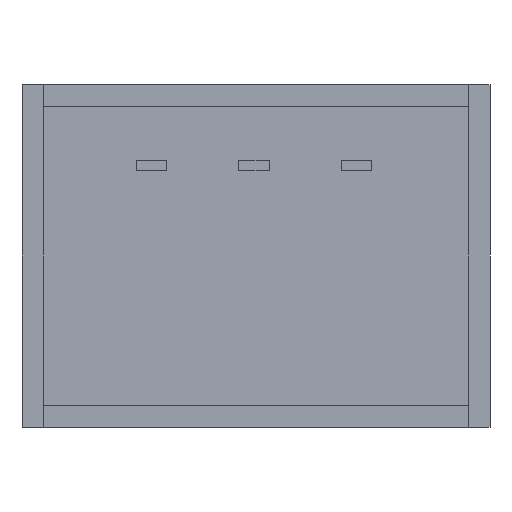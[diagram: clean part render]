
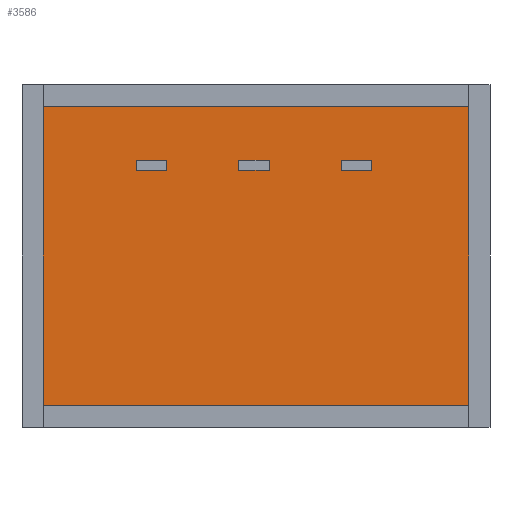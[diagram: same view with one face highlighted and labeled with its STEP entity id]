
A CAD part, front view. The second image highlights one B-rep face of the part: STEP entity #3586.
In plain terms, the highlighted planar face has unit normal (0, -1, 0).
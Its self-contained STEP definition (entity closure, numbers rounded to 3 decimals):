
#3454 = EDGE_CURVE('',#3455,#3457,#3459,.T.);
#3455 = VERTEX_POINT('',#3456);
#3456 = CARTESIAN_POINT('',(-5.275,0.,-3.7));
#3457 = VERTEX_POINT('',#3458);
#3458 = CARTESIAN_POINT('',(-5.275,0.,3.7));
#3459 = LINE('',#3460,#3461);
#3460 = CARTESIAN_POINT('',(-5.275,0.,1.85));
#3461 = VECTOR('',#3462,1.);
#3462 = DIRECTION('',(0.,0.,1.));
#3494 = EDGE_CURVE('',#3457,#3495,#3497,.T.);
#3495 = VERTEX_POINT('',#3496);
#3496 = CARTESIAN_POINT('',(5.275,0.,3.7));
#3497 = LINE('',#3498,#3499);
#3498 = CARTESIAN_POINT('',(2.638,0.,3.7));
#3499 = VECTOR('',#3500,1.);
#3500 = DIRECTION('',(1.,0.,0.));
#3525 = EDGE_CURVE('',#3495,#3526,#3528,.T.);
#3526 = VERTEX_POINT('',#3527);
#3527 = CARTESIAN_POINT('',(5.275,0.,-3.7));
#3528 = LINE('',#3529,#3530);
#3529 = CARTESIAN_POINT('',(5.275,0.,-1.85));
#3530 = VECTOR('',#3531,1.);
#3531 = DIRECTION('',(0.,0.,-1.));
#3556 = EDGE_CURVE('',#3526,#3455,#3557,.T.);
#3557 = LINE('',#3558,#3559);
#3558 = CARTESIAN_POINT('',(-2.638,0.,-3.7));
#3559 = VECTOR('',#3560,1.);
#3560 = DIRECTION('',(-1.,0.,0.));
#3586 = ADVANCED_FACE('',(#3587),#3593,.T.);
#3587 = FACE_BOUND('',#3588,.T.);
#3588 = EDGE_LOOP('',(#3589,#3590,#3591,#3592));
#3589 = ORIENTED_EDGE('',*,*,#3525,.F.);
#3590 = ORIENTED_EDGE('',*,*,#3494,.F.);
#3591 = ORIENTED_EDGE('',*,*,#3454,.F.);
#3592 = ORIENTED_EDGE('',*,*,#3556,.F.);
#3593 = PLANE('',#3594);
#3594 = AXIS2_PLACEMENT_3D('',#3595,#3596,#3597);
#3595 = CARTESIAN_POINT('',(0.,0.,0.)
  );
#3596 = DIRECTION('',(0.,-1.,0.));
#3597 = DIRECTION('',(0.,0.,-1.));
